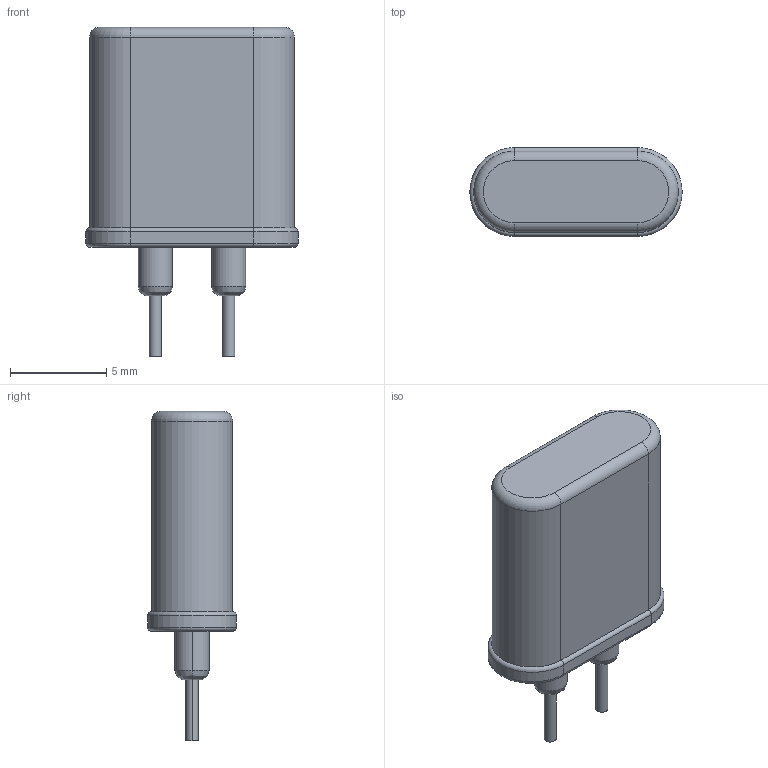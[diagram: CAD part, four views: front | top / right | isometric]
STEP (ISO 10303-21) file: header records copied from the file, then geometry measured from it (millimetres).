
FILE_DESCRIPTION((''),'2;1');
FILE_NAME('RES_VISHAY_VHP103.stp','2010-03-17T10:36:46',(''),(''),'Mechanical Desktop 2010','Mechanical Desktop 2010',', , ');
FILE_SCHEMA(('AUTOMOTIVE_DESIGN { 1 2 10303 214 1 1 1 1 }'));
Length unit declared in the file: millimetre
Products named in the file (1): Product
Bounding box: 11.05 x 4.62 x 17.13 mm (x, y, z)
Volume: 523.2 mm3; surface area: 637.3 mm2
Topology: 7 solids, 7 shells, 60 faces, 116 edges, 72 vertices
Faces by surface type: plane 26, cylinder 24, torus 6, bspline 4
Entity records: 1747 total; most frequent: CARTESIAN_POINT 425, DIRECTION 292, ORIENTED_EDGE 232, AXIS2_PLACEMENT_3D 119, EDGE_CURVE 116, VERTEX_POINT 72, CIRCLE 62, EDGE_LOOP 62
